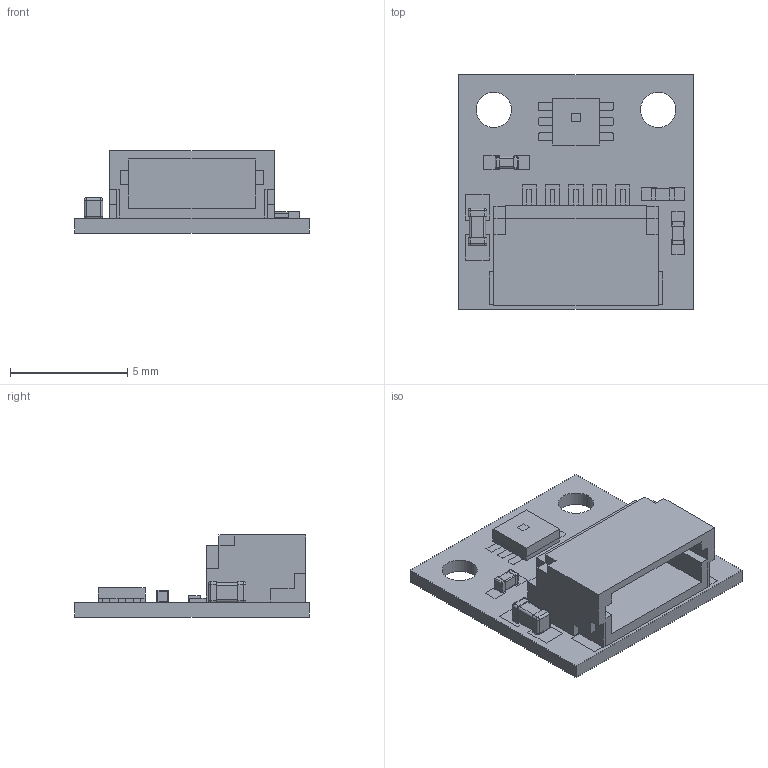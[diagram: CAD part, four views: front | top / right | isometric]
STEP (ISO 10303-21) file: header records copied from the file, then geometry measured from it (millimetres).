
FILE_DESCRIPTION(('FreeCAD Model'),'2;1');
FILE_NAME('Wireling_LIGHTSENSOR_AST1012_REV2-STEP.step','2020-07-28T14:10:53',('Author'),('' ),'Open CASCADE STEP processor 7.4','FreeCAD','Unknown');
FILE_SCHEMA(('AUTOMOTIVE_DESIGN { 1 0 10303 214 1 1 1 1 }'));
Length unit declared in the file: millimetre
Products named in the file (1): Wireling_LIGHTSENSOR_AST1012_REV2-STEP
Bounding box: 10 x 10 x 3.5 mm (x, y, z)
Volume: 168.2 mm3; surface area: 709.8 mm2
Topology: 63 solids, 63 shells, 623 faces, 1879 edges, 1792 vertices
Faces by surface type: plane 487, cylinder 112, sphere 24
Full cylindrical faces by diameter (mm): 1.502 x4
Entity records: 46860 total; most frequent: CARTESIAN_POINT 8017, DIRECTION 6083, LINE 3863, VECTOR 3863, ORIENTED_EDGE 2798, PCURVE 2798, DEFINITIONAL_REPRESENTATION 2798, EDGE_CURVE 1399
